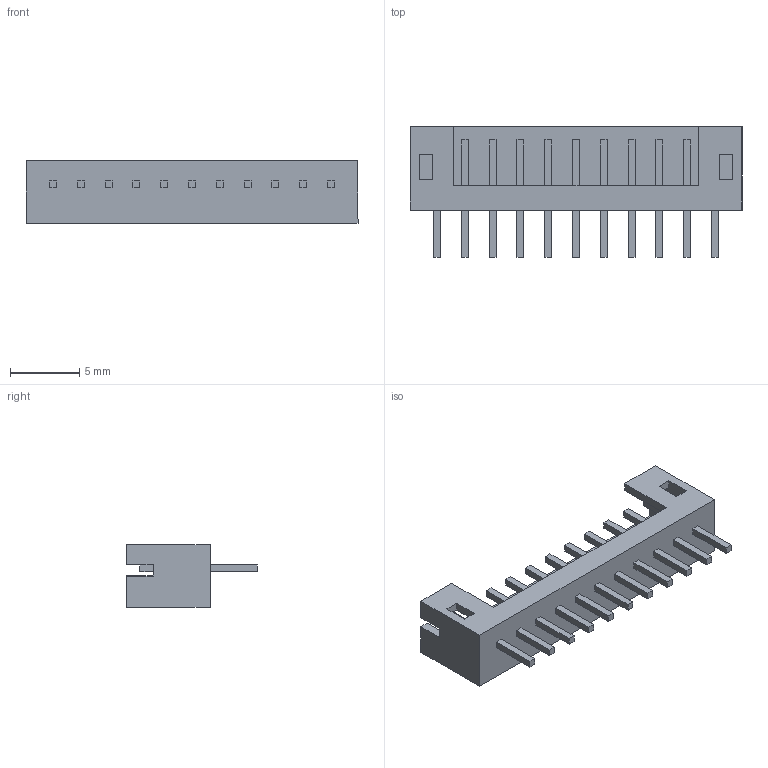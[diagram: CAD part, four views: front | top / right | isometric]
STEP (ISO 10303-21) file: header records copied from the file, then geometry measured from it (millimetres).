
FILE_DESCRIPTION (( 'STEP AP214' ), '1' );
FILE_NAME ('B11B-PH-K-S.STEP', '2010-06-16T07:03:53', ( ' ' ), ( ' ' ), 'SwSTEP 2.0', 'SolidWorks 2005235', '' );
FILE_SCHEMA (( 'AUTOMOTIVE_DESIGN' ));
Length unit declared in the file: millimetre
Products named in the file (1): B11B-PH-K-S
Bounding box: 23.9 x 9.4 x 4.5 mm (x, y, z)
Volume: 278.5 mm3; surface area: 779 mm2
Topology: 1 solids, 1 shells, 138 faces, 348 edges, 232 vertices
Faces by surface type: plane 138
Entity records: 5601 total; most frequent: CARTESIAN_POINT 719, ORIENTED_EDGE 696, DIRECTION 626, EDGE_CURVE 348, VECTOR 348, LINE 348, VERTEX_POINT 232, EDGE_LOOP 162
